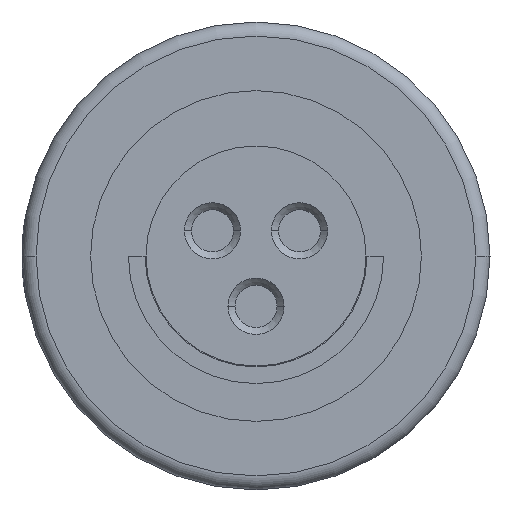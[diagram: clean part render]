
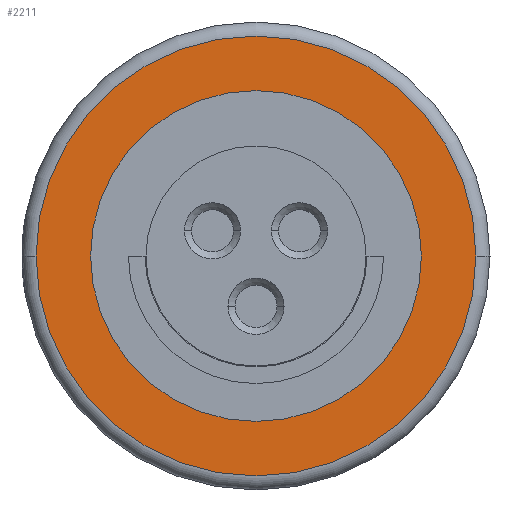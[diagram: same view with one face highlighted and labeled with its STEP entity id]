
A CAD part, left-side view. The second image highlights one B-rep face of the part: STEP entity #2211.
In plain terms, the highlighted planar face has unit normal (-1, 0, 0).
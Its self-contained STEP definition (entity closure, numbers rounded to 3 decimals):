
#127=CARTESIAN_POINT('',(-10.3,0.,0.));
#128=DIRECTION('',(-1.,0.,0.));
#129=DIRECTION('',(0.,1.,0.));
#130=AXIS2_PLACEMENT_3D('',#127,#128,#129);
#135=CARTESIAN_POINT('',(-10.3,0.,0.));
#136=DIRECTION('',(1.,0.,0.));
#137=DIRECTION('',(0.,1.,0.));
#138=AXIS2_PLACEMENT_3D('',#135,#136,#137);
#143=CARTESIAN_POINT('',(-10.3,0.,0.));
#144=DIRECTION('',(-1.,0.,0.));
#145=DIRECTION('',(0.,-1.,0.));
#146=AXIS2_PLACEMENT_3D('',#143,#144,#145);
#151=CARTESIAN_POINT('',(-10.3,0.,0.));
#152=DIRECTION('',(-1.,0.,0.));
#153=DIRECTION('',(0.,1.,0.));
#154=AXIS2_PLACEMENT_3D('',#151,#152,#153);
#2024=CARTESIAN_POINT('',(-10.3,3.535,0.));
#2026=VERTEX_POINT('',#2024);
#2032=CARTESIAN_POINT('',(-10.3,-3.535,0.));
#2034=VERTEX_POINT('',#2032);
#2108=CARTESIAN_POINT('',(-10.3,-4.7,0.));
#2109=CARTESIAN_POINT('',(-10.3,4.7,0.));
#2110=VERTEX_POINT('',#2108);
#2111=VERTEX_POINT('',#2109);
#2196=CARTESIAN_POINT('',(-10.3,0.,0.));
#2197=DIRECTION('',(1.,0.,0.));
#2198=DIRECTION('',(0.,-1.,0.));
#2199=AXIS2_PLACEMENT_3D('',#2196,#2197,#2198);
#2200=PLANE('',#2199);
#2202=ORIENTED_EDGE('',*,*,#2201,.F.);
#2204=ORIENTED_EDGE('',*,*,#2203,.F.);
#2205=EDGE_LOOP('',(#2202,#2204));
#2206=FACE_OUTER_BOUND('',#2205,.F.);
#2207=ORIENTED_EDGE('',*,*,#2189,.F.);
#2208=ORIENTED_EDGE('',*,*,#2178,.T.);
#2209=EDGE_LOOP('',(#2207,#2208));
#2210=FACE_BOUND('',#2209,.F.);
#131=CIRCLE('',#130,3.535);
#139=CIRCLE('',#138,3.535);
#147=CIRCLE('',#146,4.7);
#155=CIRCLE('',#154,4.7);
#2178=EDGE_CURVE('',#2026,#2034,#131,.T.);
#2189=EDGE_CURVE('',#2026,#2034,#139,.T.);
#2201=EDGE_CURVE('',#2110,#2111,#147,.T.);
#2203=EDGE_CURVE('',#2111,#2110,#155,.T.);
#2211=ADVANCED_FACE('',(#2206,#2210),#2200,.F.);
